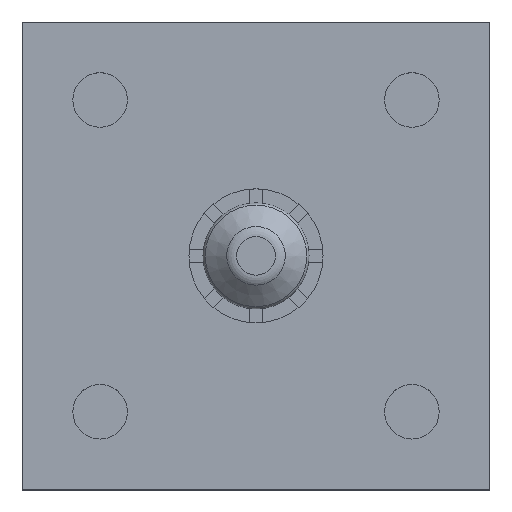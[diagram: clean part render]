
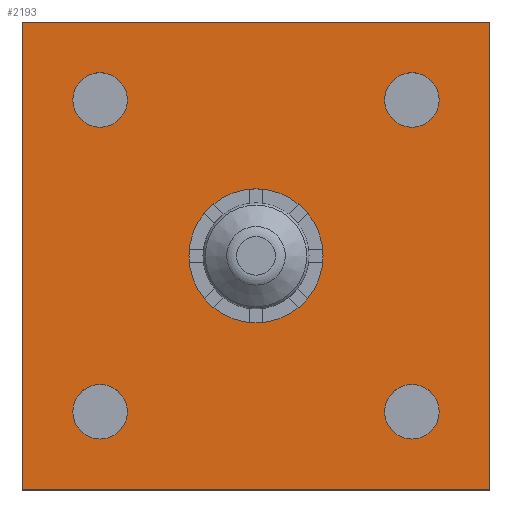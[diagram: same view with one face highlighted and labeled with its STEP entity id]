
A CAD part, top view. The second image highlights one B-rep face of the part: STEP entity #2193.
In plain terms, the highlighted planar face has unit normal (0, 0, 1).
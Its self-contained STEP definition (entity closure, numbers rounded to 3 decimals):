
#23=FACE_BOUND('',#686,.T.);
#24=FACE_BOUND('',#687,.T.);
#25=FACE_BOUND('',#688,.T.);
#26=FACE_BOUND('',#689,.T.);
#27=FACE_BOUND('',#690,.T.);
#156=LINE('',#5362,#304);
#157=LINE('',#5364,#305);
#158=LINE('',#5366,#306);
#159=LINE('',#5367,#307);
#304=VECTOR('',#2848,10.);
#305=VECTOR('',#2849,10.);
#306=VECTOR('',#2850,10.);
#307=VECTOR('',#2851,10.);
#422=PLANE('',#2410);
#554=FACE_OUTER_BOUND('',#685,.T.);
#685=EDGE_LOOP('',(#1728,#1729,#1730,#1731));
#686=EDGE_LOOP('',(#1732));
#687=EDGE_LOOP('',(#1733));
#688=EDGE_LOOP('',(#1734));
#689=EDGE_LOOP('',(#1735));
#690=EDGE_LOOP('',(#1736));
#858=CIRCLE('',#2409,4.3);
#859=CIRCLE('',#2411,1.75);
#860=CIRCLE('',#2412,1.75);
#861=CIRCLE('',#2413,1.75);
#862=CIRCLE('',#2414,1.75);
#1033=VERTEX_POINT('',#5356);
#1034=VERTEX_POINT('',#5360);
#1035=VERTEX_POINT('',#5361);
#1036=VERTEX_POINT('',#5363);
#1037=VERTEX_POINT('',#5365);
#1038=VERTEX_POINT('',#5368);
#1039=VERTEX_POINT('',#5370);
#1040=VERTEX_POINT('',#5372);
#1041=VERTEX_POINT('',#5374);
#1295=EDGE_CURVE('',#1033,#1033,#858,.T.);
#1297=EDGE_CURVE('',#1034,#1035,#156,.T.);
#1298=EDGE_CURVE('',#1035,#1036,#157,.T.);
#1299=EDGE_CURVE('',#1036,#1037,#158,.T.);
#1300=EDGE_CURVE('',#1037,#1034,#159,.T.);
#1301=EDGE_CURVE('',#1038,#1038,#859,.T.);
#1302=EDGE_CURVE('',#1039,#1039,#860,.T.);
#1303=EDGE_CURVE('',#1040,#1040,#861,.T.);
#1304=EDGE_CURVE('',#1041,#1041,#862,.T.);
#1728=ORIENTED_EDGE('',*,*,#1297,.T.);
#1729=ORIENTED_EDGE('',*,*,#1298,.T.);
#1730=ORIENTED_EDGE('',*,*,#1299,.T.);
#1731=ORIENTED_EDGE('',*,*,#1300,.T.);
#1732=ORIENTED_EDGE('',*,*,#1301,.T.);
#1733=ORIENTED_EDGE('',*,*,#1302,.T.);
#1734=ORIENTED_EDGE('',*,*,#1303,.T.);
#1735=ORIENTED_EDGE('',*,*,#1304,.T.);
#1736=ORIENTED_EDGE('',*,*,#1295,.T.);
#2193=ADVANCED_FACE('',(#554,#23,#24,#25,#26,#27),#422,.T.);
#2409=AXIS2_PLACEMENT_3D('',#5357,#2843,#2844);
#2410=AXIS2_PLACEMENT_3D('',#5359,#2846,#2847);
#2411=AXIS2_PLACEMENT_3D('',#5369,#2852,#2853);
#2412=AXIS2_PLACEMENT_3D('',#5371,#2854,#2855);
#2413=AXIS2_PLACEMENT_3D('',#5373,#2856,#2857);
#2414=AXIS2_PLACEMENT_3D('',#5375,#2858,#2859);
#2843=DIRECTION('center_axis',(0.,0.,-1.));
#2844=DIRECTION('ref_axis',(1.,0.,0.));
#2846=DIRECTION('center_axis',(0.,0.,1.));
#2847=DIRECTION('ref_axis',(1.,0.,0.));
#2848=DIRECTION('',(1.,0.,0.));
#2849=DIRECTION('',(0.,1.,0.));
#2850=DIRECTION('',(-1.,0.,0.));
#2851=DIRECTION('',(0.,-1.,0.));
#2852=DIRECTION('center_axis',(0.,0.,-1.));
#2853=DIRECTION('ref_axis',(0.,-1.,0.));
#2854=DIRECTION('center_axis',(0.,0.,-1.));
#2855=DIRECTION('ref_axis',(-1.,0.,0.));
#2856=DIRECTION('center_axis',(0.,0.,-1.));
#2857=DIRECTION('ref_axis',(0.,1.,0.));
#2858=DIRECTION('center_axis',(0.,0.,-1.));
#2859=DIRECTION('ref_axis',(1.,0.,0.));
#5356=CARTESIAN_POINT('',(-4.3,0.,11.));
#5357=CARTESIAN_POINT('Origin',(0.,0.,11.));
#5359=CARTESIAN_POINT('Origin',(0.,0.,11.));
#5360=CARTESIAN_POINT('',(-15.,-15.,11.));
#5361=CARTESIAN_POINT('',(15.,-15.,11.));
#5362=CARTESIAN_POINT('',(0.,-15.,11.));
#5363=CARTESIAN_POINT('',(15.,15.,11.));
#5364=CARTESIAN_POINT('',(15.,0.,11.));
#5365=CARTESIAN_POINT('',(-15.,15.,11.));
#5366=CARTESIAN_POINT('',(0.,15.,11.));
#5367=CARTESIAN_POINT('',(-15.,0.,11.));
#5368=CARTESIAN_POINT('',(10.,-8.25,11.));
#5369=CARTESIAN_POINT('Origin',(10.,-10.,11.));
#5370=CARTESIAN_POINT('',(-8.25,-10.,11.));
#5371=CARTESIAN_POINT('Origin',(-10.,-10.,11.));
#5372=CARTESIAN_POINT('',(-10.,8.25,11.));
#5373=CARTESIAN_POINT('Origin',(-10.,10.,11.));
#5374=CARTESIAN_POINT('',(8.25,10.,11.));
#5375=CARTESIAN_POINT('Origin',(10.,10.,11.));
